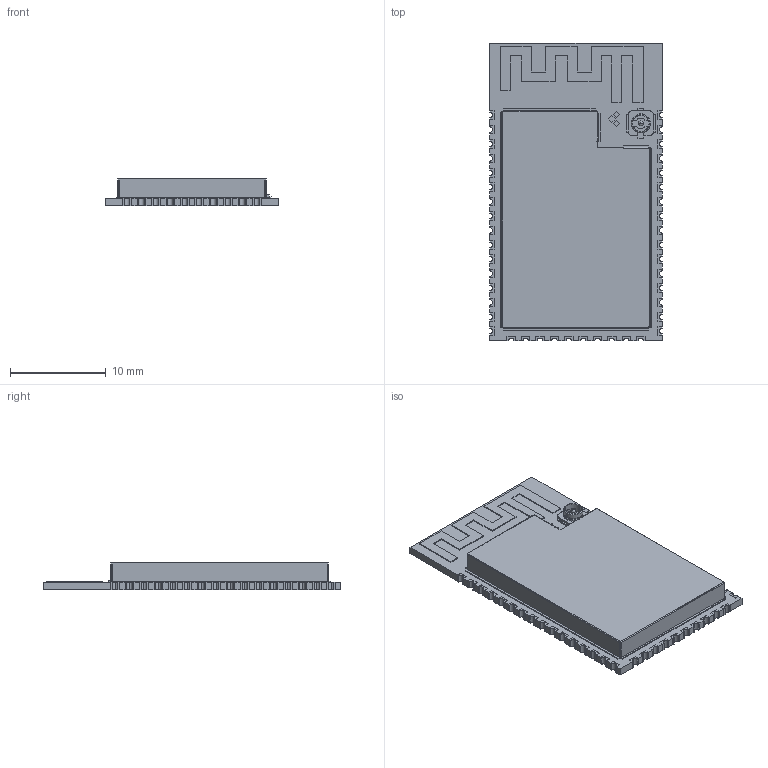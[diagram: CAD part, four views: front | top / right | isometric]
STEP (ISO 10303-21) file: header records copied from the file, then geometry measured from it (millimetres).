
FILE_DESCRIPTION (( 'STEP AP214' ), '1' );
FILE_NAME ('ESP32-S2-WLOVER-I.STEP', '2020-05-04T11:59:53', ( '' ), ( '' ), 'SwSTEP 2.0', 'SolidWorks 2017', '' );
FILE_SCHEMA (( 'AUTOMOTIVE_DESIGN' ));
Length unit declared in the file: millimetre
Products named in the file (2): ESP32-S2-WLOVER-I
Bounding box: 17.99 x 31 x 2.91 mm (x, y, z)
Volume: 497.1 mm3; surface area: 2211.4 mm2
Topology: 3 solids, 3 shells, 672 faces, 1870 edges, 1212 vertices
Faces by surface type: plane 562, cylinder 94, bspline 8, cone 6, torus 2
Entity records: 28657 total; most frequent: CARTESIAN_POINT 3884, ORIENTED_EDGE 3740, DIRECTION 3382, EDGE_CURVE 1870, LINE 1674, VECTOR 1674, VERTEX_POINT 1212, AXIS2_PLACEMENT_3D 854
